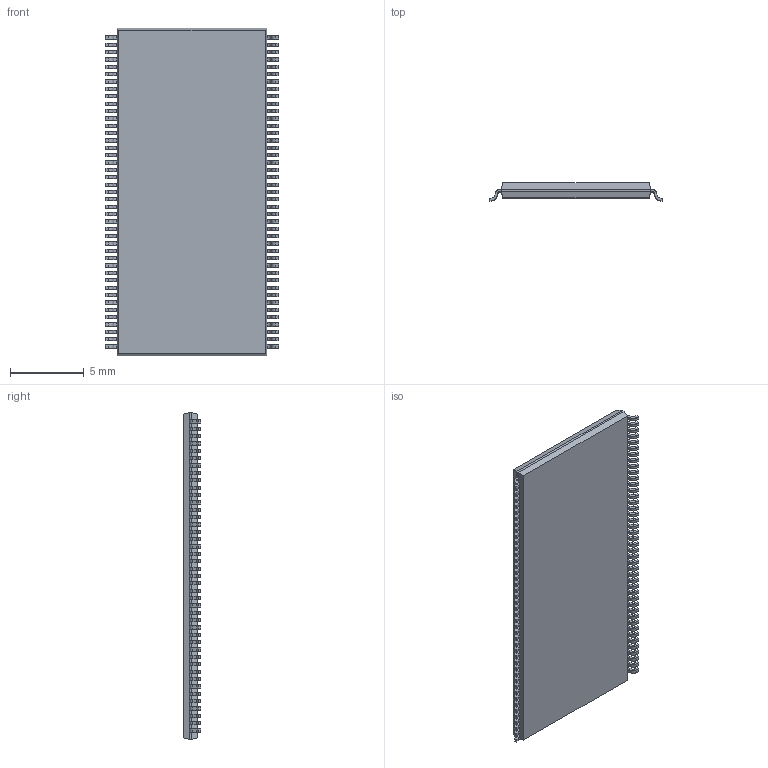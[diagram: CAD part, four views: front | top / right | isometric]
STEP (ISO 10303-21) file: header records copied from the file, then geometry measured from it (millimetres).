
FILE_DESCRIPTION (( 'STEP AP214' ), '1' );
FILE_NAME ('IS42S32800J-7TL.STEP', '2023-12-29T11:12:43', ( 'LENOVO' ), ( '' ), 'SwSTEP 2.0', 'SolidWorks 2021', '' );
FILE_SCHEMA (( 'AUTOMOTIVE_DESIGN' ));
Length unit declared in the file: millimetre
Products named in the file (1): IS42S32800J-7TL
Bounding box: 11.76 x 1.2 x 22.22 mm (x, y, z)
Volume: 226.3 mm3; surface area: 586.8 mm2
Topology: 88 solids, 88 shells, 1225 faces, 3136 edges, 2088 vertices
Faces by surface type: plane 877, cylinder 348
Entity records: 37799 total; most frequent: CARTESIAN_POINT 6450, DIRECTION 6284, ORIENTED_EDGE 6272, EDGE_CURVE 3136, LINE 2440, VECTOR 2440, VERTEX_POINT 2088, AXIS2_PLACEMENT_3D 1922
